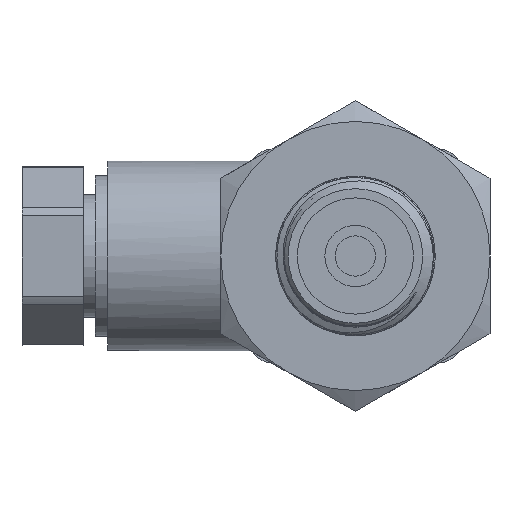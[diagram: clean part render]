
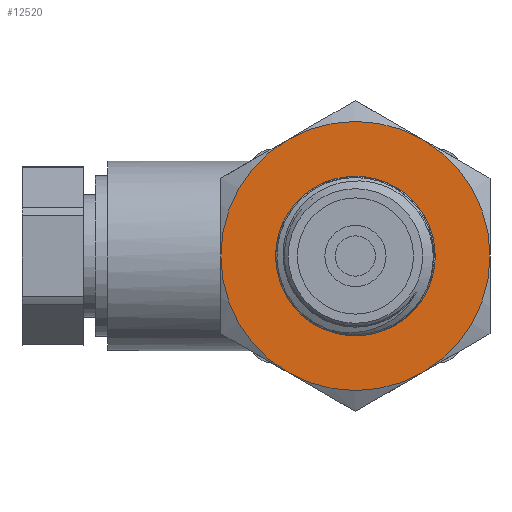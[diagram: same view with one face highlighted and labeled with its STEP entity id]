
A CAD part, left-side view. The second image highlights one B-rep face of the part: STEP entity #12520.
In plain terms, the highlighted planar face has unit normal (-1, 0, 0).
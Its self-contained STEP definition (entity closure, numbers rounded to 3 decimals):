
#466=FACE_BOUND('',#1781,.T.);
#526=PLANE('',#13069);
#1032=FACE_OUTER_BOUND('',#1780,.T.);
#1780=EDGE_LOOP('',(#9961,#9962,#9963,#9964,#9965,#9966));
#1781=EDGE_LOOP('',(#9967));
#2218=CIRCLE('',#13020,11.);
#2219=CIRCLE('',#13022,11.);
#2220=CIRCLE('',#13024,11.);
#2221=CIRCLE('',#13026,11.);
#2222=CIRCLE('',#13028,11.);
#2223=CIRCLE('',#13030,11.);
#2239=CIRCLE('',#13068,6.5);
#5510=VERTEX_POINT('',#24059);
#5511=VERTEX_POINT('',#24063);
#5513=VERTEX_POINT('',#24070);
#5515=VERTEX_POINT('',#24080);
#5517=VERTEX_POINT('',#24093);
#5519=VERTEX_POINT('',#24103);
#5547=VERTEX_POINT('',#26867);
#7067=EDGE_CURVE('',#5510,#5511,#2218,.T.);
#7070=EDGE_CURVE('',#5513,#5510,#2219,.T.);
#7073=EDGE_CURVE('',#5515,#5513,#2220,.T.);
#7075=EDGE_CURVE('',#5517,#5515,#2221,.T.);
#7078=EDGE_CURVE('',#5519,#5517,#2222,.T.);
#7081=EDGE_CURVE('',#5511,#5519,#2223,.T.);
#7135=EDGE_CURVE('',#5547,#5547,#2239,.T.);
#9961=ORIENTED_EDGE('',*,*,#7081,.T.);
#9962=ORIENTED_EDGE('',*,*,#7078,.T.);
#9963=ORIENTED_EDGE('',*,*,#7075,.T.);
#9964=ORIENTED_EDGE('',*,*,#7073,.T.);
#9965=ORIENTED_EDGE('',*,*,#7070,.T.);
#9966=ORIENTED_EDGE('',*,*,#7067,.T.);
#9967=ORIENTED_EDGE('',*,*,#7135,.T.);
#12520=ADVANCED_FACE('',(#1032,#466),#526,.T.);
#13020=AXIS2_PLACEMENT_3D('',#24067,#13946,#13947);
#13022=AXIS2_PLACEMENT_3D('',#24077,#13950,#13951);
#13024=AXIS2_PLACEMENT_3D('',#24087,#13954,#13955);
#13026=AXIS2_PLACEMENT_3D('',#24094,#13958,#13959);
#13028=AXIS2_PLACEMENT_3D('',#24104,#13962,#13963);
#13030=AXIS2_PLACEMENT_3D('',#24113,#13966,#13967);
#13068=AXIS2_PLACEMENT_3D('',#26869,#14053,#14054);
#13069=AXIS2_PLACEMENT_3D('',#26870,#14055,#14056);
#13946=DIRECTION('center_axis',(-1.,0.,0.));
#13947=DIRECTION('ref_axis',(0.,1.,0.));
#13950=DIRECTION('center_axis',(-1.,0.,0.));
#13951=DIRECTION('ref_axis',(0.,1.,0.));
#13954=DIRECTION('center_axis',(-1.,0.,0.));
#13955=DIRECTION('ref_axis',(0.,1.,0.));
#13958=DIRECTION('center_axis',(-1.,0.,0.));
#13959=DIRECTION('ref_axis',(0.,1.,0.));
#13962=DIRECTION('center_axis',(-1.,0.,0.));
#13963=DIRECTION('ref_axis',(0.,1.,0.));
#13966=DIRECTION('center_axis',(-1.,0.,0.));
#13967=DIRECTION('ref_axis',(0.,1.,0.));
#14053=DIRECTION('center_axis',(1.,0.,0.));
#14054=DIRECTION('ref_axis',(0.,0.,-1.));
#14055=DIRECTION('center_axis',(-1.,0.,0.));
#14056=DIRECTION('ref_axis',(0.,0.,1.));
#24059=CARTESIAN_POINT('',(-36.7,-11.,0.));
#24063=CARTESIAN_POINT('',(-36.7,-5.5,9.526));
#24067=CARTESIAN_POINT('Origin',(-36.7,0.,0.));
#24070=CARTESIAN_POINT('',(-36.7,-5.5,-9.526));
#24077=CARTESIAN_POINT('Origin',(-36.7,0.,0.));
#24080=CARTESIAN_POINT('',(-36.7,5.5,-9.526));
#24087=CARTESIAN_POINT('Origin',(-36.7,0.,0.));
#24093=CARTESIAN_POINT('',(-36.7,11.,0.));
#24094=CARTESIAN_POINT('Origin',(-36.7,0.,0.));
#24103=CARTESIAN_POINT('',(-36.7,5.5,9.526));
#24104=CARTESIAN_POINT('Origin',(-36.7,0.,0.));
#24113=CARTESIAN_POINT('Origin',(-36.7,0.,0.));
#26867=CARTESIAN_POINT('',(-36.7,0.,6.5));
#26869=CARTESIAN_POINT('Origin',(-36.7,0.,0.));
#26870=CARTESIAN_POINT('Origin',(-36.7,11.,0.));
